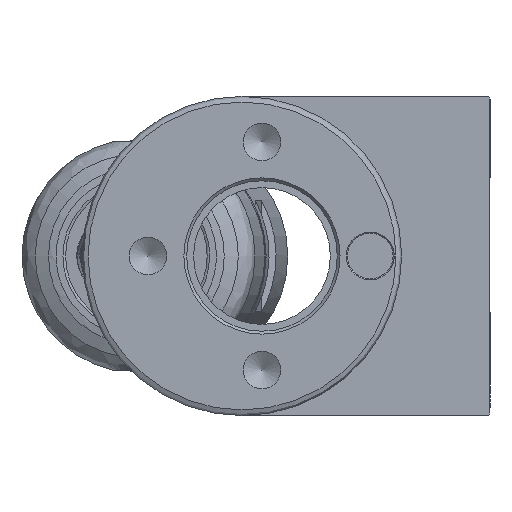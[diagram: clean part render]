
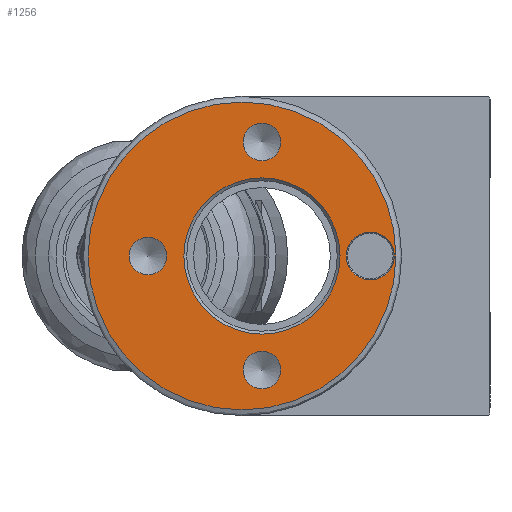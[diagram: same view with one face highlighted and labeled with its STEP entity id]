
A CAD part, left-side view. The second image highlights one B-rep face of the part: STEP entity #1256.
In plain terms, the highlighted planar face has unit normal (-1, 0, 0).
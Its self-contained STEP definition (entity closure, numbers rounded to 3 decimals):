
#41 = EDGE_CURVE ( 'NONE', #477, #477, #177, .T. ) ;
#116 = CARTESIAN_POINT ( 'NONE',  ( 0., -11.25, 2.1 ) ) ;
#177 = CIRCLE ( 'NONE', #694, 6.85 ) ;
#223 = ORIENTED_EDGE ( 'NONE', *, *, #1049, .F. ) ;
#237 = DIRECTION ( 'NONE',  ( 0., 0., -1. ) ) ;
#261 = DIRECTION ( 'NONE',  ( -1., 0., 0. ) ) ;
#348 = AXIS2_PLACEMENT_3D ( 'NONE', #785, #5714, #5649 ) ;
#367 = CIRCLE ( 'NONE', #4591, 1.65 ) ;
#397 = AXIS2_PLACEMENT_3D ( 'NONE', #1005, #4371, #2974 ) ;
#404 = ORIENTED_EDGE ( 'NONE', *, *, #2331, .F. ) ;
#477 = VERTEX_POINT ( 'NONE', #2442 ) ;
#583 = EDGE_CURVE ( 'NONE', #4078, #4078, #592, .T. ) ;
#592 = CIRCLE ( 'NONE', #5216, 2.1 ) ;
#694 = AXIS2_PLACEMENT_3D ( 'NONE', #1850, #1197, #237 ) ;
#785 = CARTESIAN_POINT ( 'NONE',  ( 0., 0., 0. ) ) ;
#1005 = CARTESIAN_POINT ( 'NONE',  ( 0., 0., 0. ) ) ;
#1049 = EDGE_CURVE ( 'NONE', #4143, #4143, #5744, .T. ) ;
#1132 = VERTEX_POINT ( 'NONE', #6046 ) ;
#1172 = EDGE_LOOP ( 'NONE', ( #1638 ) ) ;
#1197 = DIRECTION ( 'NONE',  ( 1., 0., 0. ) ) ;
#1256 = ADVANCED_FACE ( 'NONE', ( #3947, #2887, #1498, #5462, #4858, #2915 ), #2533, .F. ) ;
#1457 = CARTESIAN_POINT ( 'NONE',  ( 0., -1.75, 11.65 ) ) ;
#1498 = FACE_BOUND ( 'NONE', #2011, .T. ) ;
#1638 = ORIENTED_EDGE ( 'NONE', *, *, #6069, .T. ) ;
#1707 = CARTESIAN_POINT ( 'NONE',  ( 0., 8.25, 0. ) ) ;
#1726 = CARTESIAN_POINT ( 'NONE',  ( 0., 8.25, 1.65 ) ) ;
#1850 = CARTESIAN_POINT ( 'NONE',  ( 0., -1.75, 0. ) ) ;
#2011 = EDGE_LOOP ( 'NONE', ( #223 ) ) ;
#2041 = ORIENTED_EDGE ( 'NONE', *, *, #4769, .F. ) ;
#2331 = EDGE_CURVE ( 'NONE', #3683, #3683, #4201, .T. ) ;
#2345 = EDGE_LOOP ( 'NONE', ( #404 ) ) ;
#2435 = DIRECTION ( 'NONE',  ( -1., 0., 0. ) ) ;
#2442 = CARTESIAN_POINT ( 'NONE',  ( 0., -1.75, -6.85 ) ) ;
#2533 = PLANE ( 'NONE',  #397 ) ;
#2775 = DIRECTION ( 'NONE',  ( 0., 0., 1. ) ) ;
#2817 = DIRECTION ( 'NONE',  ( -1., 0., 0. ) ) ;
#2887 = FACE_BOUND ( 'NONE', #5489, .T. ) ;
#2915 = FACE_OUTER_BOUND ( 'NONE', #1172, .T. ) ;
#2956 = AXIS2_PLACEMENT_3D ( 'NONE', #6309, #2817, #3850 ) ;
#2974 = DIRECTION ( 'NONE',  ( 0., 0., -1. ) ) ;
#3068 = ORIENTED_EDGE ( 'NONE', *, *, #583, .F. ) ;
#3425 = CIRCLE ( 'NONE', #348, 13.5 ) ;
#3449 = VERTEX_POINT ( 'NONE', #1457 ) ;
#3631 = EDGE_LOOP ( 'NONE', ( #5631 ) ) ;
#3683 = VERTEX_POINT ( 'NONE', #1726 ) ;
#3704 = CARTESIAN_POINT ( 'NONE',  ( 0., -11.25, 0. ) ) ;
#3817 = CARTESIAN_POINT ( 'NONE',  ( 0., -1.75, 10. ) ) ;
#3850 = DIRECTION ( 'NONE',  ( 0., 0., 1. ) ) ;
#3947 = FACE_BOUND ( 'NONE', #3631, .T. ) ;
#4078 = VERTEX_POINT ( 'NONE', #116 ) ;
#4143 = VERTEX_POINT ( 'NONE', #4571 ) ;
#4201 = CIRCLE ( 'NONE', #6162, 1.65 ) ;
#4371 = DIRECTION ( 'NONE',  ( 1., 0., 0. ) ) ;
#4400 = DIRECTION ( 'NONE',  ( 0., 0., 1. ) ) ;
#4571 = CARTESIAN_POINT ( 'NONE',  ( 0., -1.75, -8.35 ) ) ;
#4591 = AXIS2_PLACEMENT_3D ( 'NONE', #3817, #2435, #4400 ) ;
#4769 = EDGE_CURVE ( 'NONE', #3449, #3449, #367, .T. ) ;
#4858 = FACE_BOUND ( 'NONE', #6329, .T. ) ;
#5147 = DIRECTION ( 'NONE',  ( -1., 0., 0. ) ) ;
#5216 = AXIS2_PLACEMENT_3D ( 'NONE', #3704, #261, #2775 ) ;
#5462 = FACE_BOUND ( 'NONE', #2345, .T. ) ;
#5489 = EDGE_LOOP ( 'NONE', ( #3068 ) ) ;
#5631 = ORIENTED_EDGE ( 'NONE', *, *, #41, .T. ) ;
#5649 = DIRECTION ( 'NONE',  ( 0., 0., -1. ) ) ;
#5714 = DIRECTION ( 'NONE',  ( -1., 0., 0. ) ) ;
#5732 = DIRECTION ( 'NONE',  ( 0., 0., 1. ) ) ;
#5744 = CIRCLE ( 'NONE', #2956, 1.65 ) ;
#6046 = CARTESIAN_POINT ( 'NONE',  ( 0., 0., -13.5 ) ) ;
#6069 = EDGE_CURVE ( 'NONE', #1132, #1132, #3425, .T. ) ;
#6162 = AXIS2_PLACEMENT_3D ( 'NONE', #1707, #5147, #5732 ) ;
#6309 = CARTESIAN_POINT ( 'NONE',  ( 0., -1.75, -10. ) ) ;
#6329 = EDGE_LOOP ( 'NONE', ( #2041 ) ) ;
